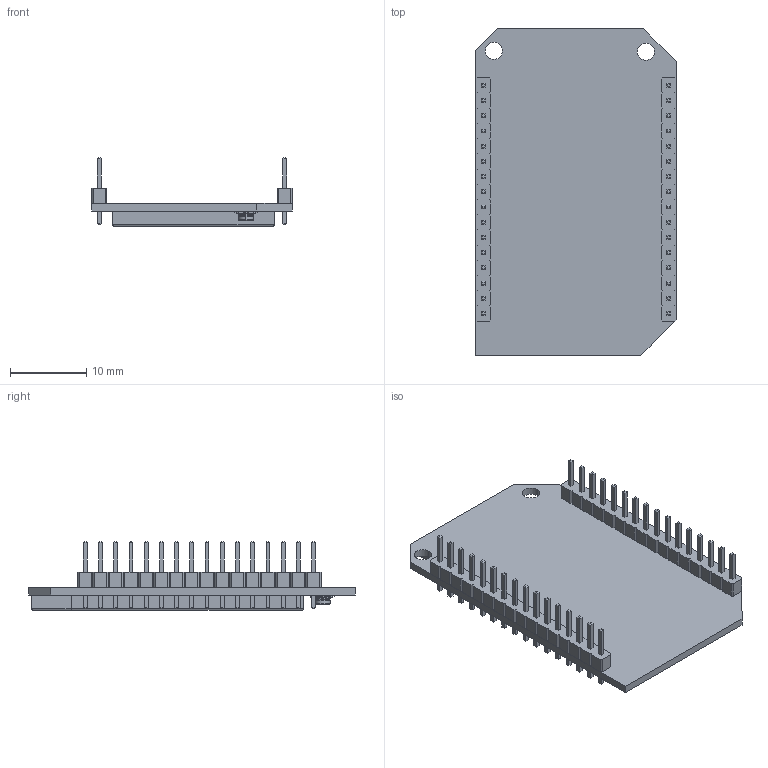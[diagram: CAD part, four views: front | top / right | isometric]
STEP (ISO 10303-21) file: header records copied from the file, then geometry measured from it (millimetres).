
FILE_DESCRIPTION (( 'STEP AP214' ), '1' );
FILE_NAME ('omega2_14.STEP', '2018-04-14T20:20:01', ( '' ), ( '' ), 'SwSTEP 2.0', 'SolidWorks 2016', '' );
FILE_SCHEMA (( 'AUTOMOTIVE_DESIGN' ));
Length unit declared in the file: millimetre
Products named in the file (5): Part3^omega2; omega2_14; PinHeader_1x16_P2.00mm_Vertical; U.FL-R-SMT-1; Part4^omega2
Assembly tree (5 placements, depth 2):
  omega2_14
    PinHeader_1x16_P2.00mm_Vertical  x2
    Part3^omega2
    Part4^omega2
    U.FL-R-SMT-1
Bounding box: 26.4 x 42.9 x 9 mm (x, y, z)
Volume: 2871.5 mm3; surface area: 5024.9 mm2
Topology: 5 solids, 5 shells, 863 faces, 2084 edges, 1298 vertices
Faces by surface type: plane 826, cylinder 29, cone 6, torus 2
Entity records: 15151 total; most frequent: CARTESIAN_POINT 2375, ORIENTED_EDGE 2300, DIRECTION 2162, EDGE_CURVE 1150, LINE 1088, VECTOR 1088, VERTEX_POINT 718, AXIS2_PLACEMENT_3D 537
